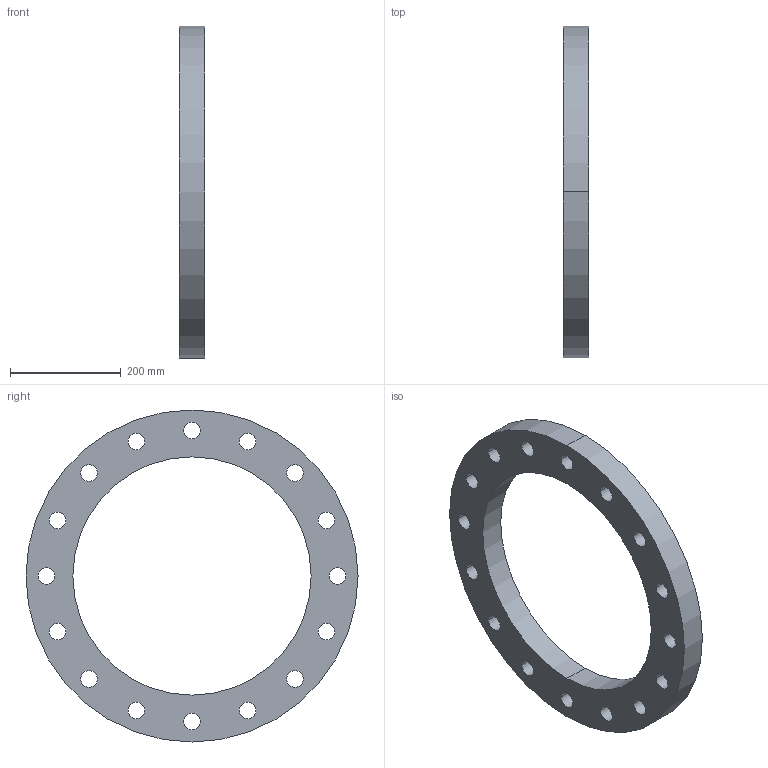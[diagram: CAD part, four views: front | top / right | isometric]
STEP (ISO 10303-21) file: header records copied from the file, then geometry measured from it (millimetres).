
FILE_DESCRIPTION( ( '' ), '1' );
FILE_NAME( 'ODSPN16-400.stp', '2015-09-22T07:00:13', ( '' ), ( '' ), ' ', ' ', ' ' );
FILE_SCHEMA( ( 'automotive_design' ) );
Length unit declared in the file: millimetre
Products named in the file (1): 1
Bounding box: 46 x 599 x 599 mm (x, y, z)
Volume: 5762502.5 mm3; surface area: 468614.1 mm2
Topology: 1 solids, 1 shells, 38 faces, 108 edges, 72 vertices
Faces by surface type: cylinder 36, plane 2
Entity records: 2580 total; most frequent: DIRECTION 258, STYLED_ITEM 219, PRESENTATION_STYLE_ASSIGNMENT 219, CARTESIAN_POINT 219, COLOUR_RGB 219, ORIENTED_EDGE 216, AXIS2_PLACEMENT_3D 111, EDGE_CURVE 108
